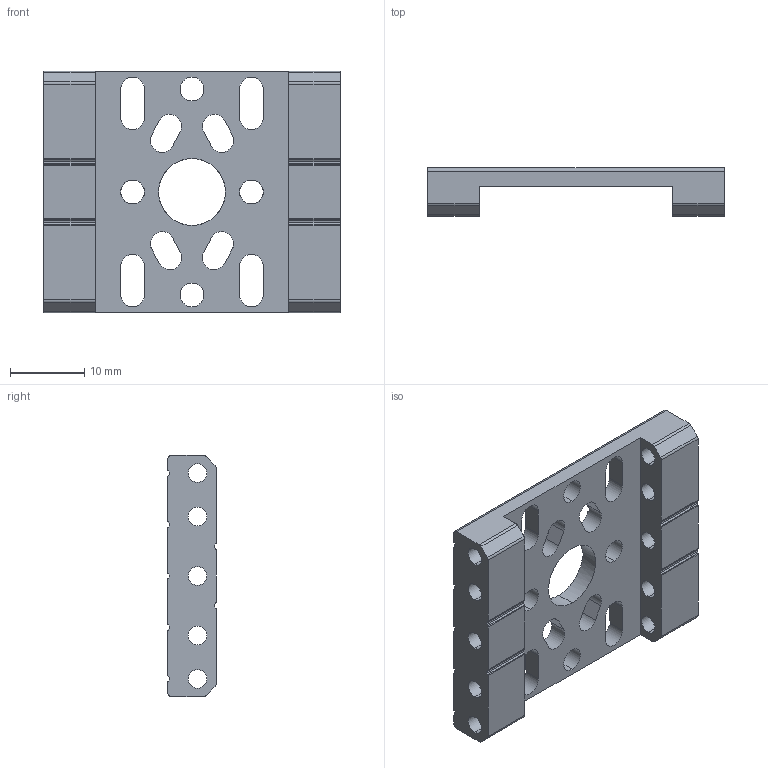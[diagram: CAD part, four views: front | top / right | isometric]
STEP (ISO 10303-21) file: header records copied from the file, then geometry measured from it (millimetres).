
FILE_DESCRIPTION (( 'STEP AP203' ), '1' );
FILE_NAME ('REV-41-1687-A.STEP', '2019-07-15T17:54:29', ( '' ), ( '' ), 'SwSTEP 2.0', 'SolidWorks 2018', '' );
FILE_SCHEMA (( 'CONFIG_CONTROL_DESIGN' ));
Length unit declared in the file: millimetre
Products named in the file (1): REV-41-1687-A
Bounding box: 40 x 6.5 x 32.5 mm (x, y, z)
Volume: 4078.9 mm3; surface area: 4026 mm2
Topology: 1 solids, 1 shells, 213 faces, 672 edges, 448 vertices
Faces by surface type: cylinder 130, plane 83
Entity records: 7765 total; most frequent: CARTESIAN_POINT 1692, ORIENTED_EDGE 1344, DIRECTION 1206, EDGE_CURVE 672, VERTEX_POINT 448, AXIS2_PLACEMENT_3D 426, VECTOR 354, LINE 354
